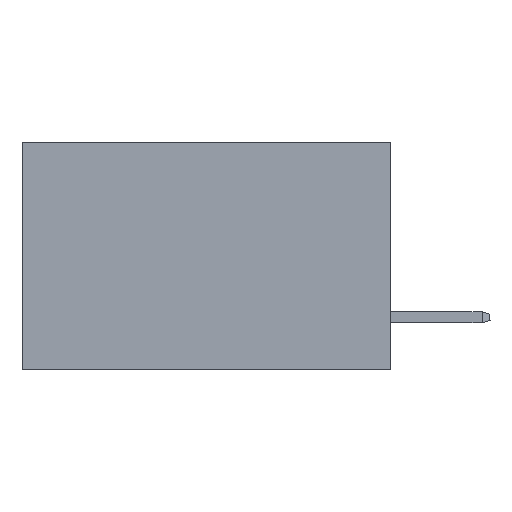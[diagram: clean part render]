
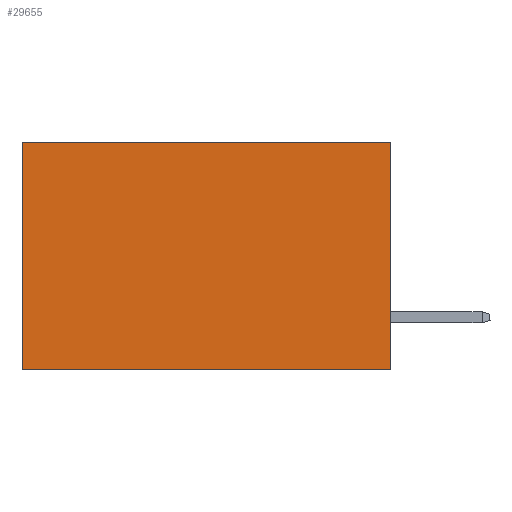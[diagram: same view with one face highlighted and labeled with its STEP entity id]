
A CAD part, left-side view. The second image highlights one B-rep face of the part: STEP entity #29655.
In plain terms, the highlighted planar face has unit normal (-1, 0, 0).
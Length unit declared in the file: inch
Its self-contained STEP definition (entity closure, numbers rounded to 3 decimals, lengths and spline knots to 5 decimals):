
#2816 = DIRECTION ( 'NONE',  ( 1., 0., 0. ) ) ;
#2895 = LINE ( 'NONE', #29217, #3729 ) ;
#3475 = LINE ( 'NONE', #8815, #24284 ) ;
#3586 = CARTESIAN_POINT ( 'NONE',  ( 0.2875, 0., 0. ) ) ;
#3729 = VECTOR ( 'NONE', #12965, 39.37008 ) ;
#4074 = EDGE_CURVE ( 'NONE', #14892, #34441, #17085, .T. ) ;
#4394 = ORIENTED_EDGE ( 'NONE', *, *, #30087, .T. ) ;
#4487 = EDGE_CURVE ( 'NONE', #8084, #13372, #3475, .T. ) ;
#8084 = VERTEX_POINT ( 'NONE', #16898 ) ;
#8815 = CARTESIAN_POINT ( 'NONE',  ( 0.2875, 0., -0.37 ) ) ;
#9072 = DIRECTION ( 'NONE',  ( 0., 0., -1. ) ) ;
#9565 = ORIENTED_EDGE ( 'NONE', *, *, #4487, .F. ) ;
#10798 = ORIENTED_EDGE ( 'NONE', *, *, #32010, .F. ) ;
#11696 = VECTOR ( 'NONE', #9072, 39.37008 ) ;
#11899 = CARTESIAN_POINT ( 'NONE',  ( 0.2875, 0., 0. ) ) ;
#12965 = DIRECTION ( 'NONE',  ( 0., 0., -1. ) ) ;
#13226 = CARTESIAN_POINT ( 'NONE',  ( 0.2875, 0., 0. ) ) ;
#13372 = VERTEX_POINT ( 'NONE', #28891 ) ;
#13599 = PLANE ( 'NONE',  #27885 ) ;
#14709 = ORIENTED_EDGE ( 'NONE', *, *, #4074, .T. ) ;
#14892 = VERTEX_POINT ( 'NONE', #13226 ) ;
#16898 = CARTESIAN_POINT ( 'NONE',  ( 0.2875, 0., -0.37 ) ) ;
#17085 = LINE ( 'NONE', #11899, #30655 ) ;
#21782 = DIRECTION ( 'NONE',  ( 0., 0., -1. ) ) ;
#24284 = VECTOR ( 'NONE', #32195, 39.37008 ) ;
#24388 = CARTESIAN_POINT ( 'NONE',  ( 0.2875, 0., 0. ) ) ;
#25907 = EDGE_LOOP ( 'NONE', ( #4394, #9565, #10798, #14709 ) ) ;
#26979 = LINE ( 'NONE', #3586, #11696 ) ;
#27885 = AXIS2_PLACEMENT_3D ( 'NONE', #24388, #2816, #21782 ) ;
#28891 = CARTESIAN_POINT ( 'NONE',  ( 0.2875, 0.6, -0.37 ) ) ;
#29217 = CARTESIAN_POINT ( 'NONE',  ( 0.2875, 0.6, 0. ) ) ;
#29305 = DIRECTION ( 'NONE',  ( 0., 1., 0. ) ) ;
#29655 = ADVANCED_FACE ( 'NONE', ( #32646 ), #13599, .F. ) ;
#30087 = EDGE_CURVE ( 'NONE', #34441, #13372, #2895, .T. ) ;
#30484 = CARTESIAN_POINT ( 'NONE',  ( 0.2875, 0.6, 0. ) ) ;
#30655 = VECTOR ( 'NONE', #29305, 39.37008 ) ;
#32010 = EDGE_CURVE ( 'NONE', #14892, #8084, #26979, .T. ) ;
#32195 = DIRECTION ( 'NONE',  ( 0., 1., 0. ) ) ;
#32646 = FACE_OUTER_BOUND ( 'NONE', #25907, .T. ) ;
#34441 = VERTEX_POINT ( 'NONE', #30484 ) ;
